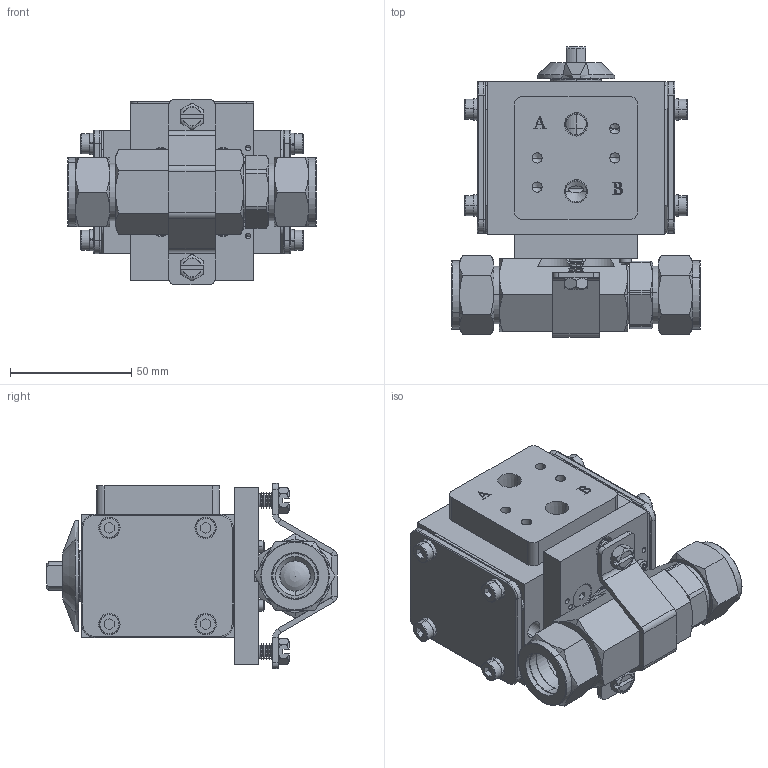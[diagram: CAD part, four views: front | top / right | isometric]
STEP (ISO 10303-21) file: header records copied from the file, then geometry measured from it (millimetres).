
FILE_DESCRIPTION (( 'STEP AP203' ), '1' );
FILE_NAME ('8205XXC12A512D.step', '2018-03-12T15:14:12', ( '' ), ( '' ), 'SwSTEP 2.0', 'SolidWorks 2017', '' );
FILE_SCHEMA (( 'CONFIG_CONTROL_DESIGN' ));
Products named in the file (1): 8205XXC12A512D
Bounding box: 102.37 x 119.75 x 76.2 mm (x, y, z)
Volume: 267377.8 mm3; surface area: 128620.2 mm2
Topology: 58 solids, 58 shells, 2742 faces, 6682 edges, 4081 vertices
Faces by surface type: cone 1076, cylinder 803, plane 648, bspline 131, torus 78, sphere 6
Entity records: 118023 total; most frequent: CARTESIAN_POINT 54255, DIRECTION 13690, ORIENTED_EDGE 13220, EDGE_CURVE 6610, AXIS2_PLACEMENT_3D 5295, VERTEX_POINT 4077, LINE 3100, VECTOR 3100
